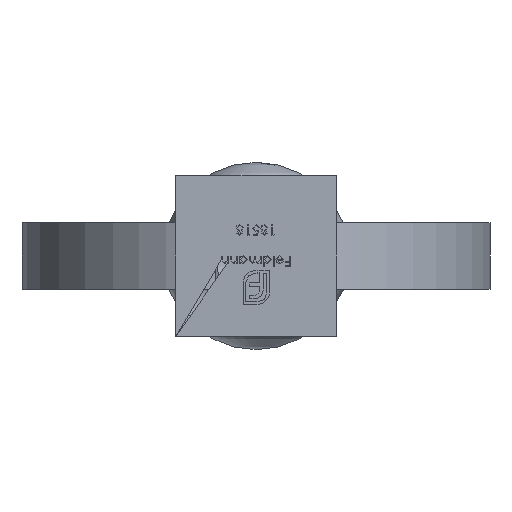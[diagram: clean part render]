
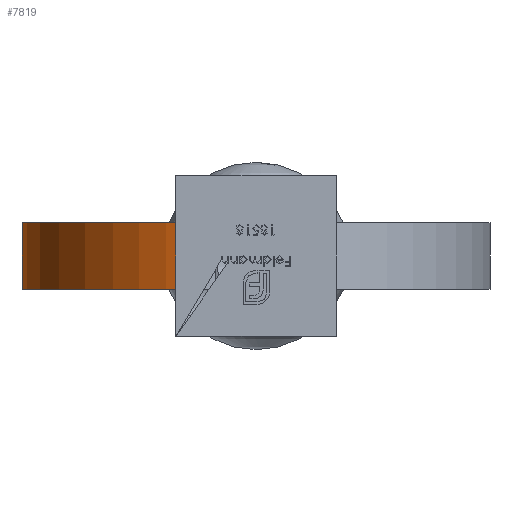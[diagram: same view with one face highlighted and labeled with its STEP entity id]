
A CAD part, front view. The second image highlights one B-rep face of the part: STEP entity #7819.
In plain terms, the highlighted free-form (B-spline) face has degree [3, 1] with [4, 2] control points.
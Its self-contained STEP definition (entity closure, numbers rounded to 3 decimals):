
#405 = EDGE_CURVE ( 'NONE', #2200, #1141, #9884, .T. ) ;
#647 = VECTOR ( 'NONE', #7286, 1000. ) ;
#1141 = VERTEX_POINT ( 'NONE', #5055 ) ;
#1345 = CARTESIAN_POINT ( 'NONE',  ( -14.272, 32.565, 2.5 ) ) ;
#2200 = VERTEX_POINT ( 'NONE', #12925 ) ;
#2223 = ORIENTED_EDGE ( 'NONE', *, *, #2962, .T. ) ;
#2962 = EDGE_CURVE ( 'NONE', #10474, #11590, #3263, .T. ) ;
#3263 = LINE ( 'NONE', #4981, #11342 ) ;
#3598 = ORIENTED_EDGE ( 'NONE', *, *, #10284, .F. ) ;
#3985 = CARTESIAN_POINT ( 'NONE',  ( -22.557, 18.729, 2.5 ) ) ;
#4167 = CARTESIAN_POINT ( 'NONE',  ( -17.104, 3.043, 2.5 ) ) ;
#4220 =( BOUNDED_SURFACE ( )  B_SPLINE_SURFACE ( 3, 1, ( 
 ( #9440, #7252 ),
 ( #3985, #8376 ),
 ( #4167, #10448 ),
 ( #13540, #8285 ) ),
 .UNSPECIFIED., .F., .F., .F. ) 
 B_SPLINE_SURFACE_WITH_KNOTS ( ( 4, 4 ),
 ( 2, 2 ),
 ( 0., 1. ),
 ( 0., 1. ),
 .UNSPECIFIED. ) 
 GEOMETRIC_REPRESENTATION_ITEM ( )  RATIONAL_B_SPLINE_SURFACE ( (
 ( 1., 1.),
 ( 0.689, 0.689),
 ( 0.689, 0.689),
 ( 1., 1.) ) ) 
 REPRESENTATION_ITEM ( '' )  SURFACE ( )  );
#4304 = CARTESIAN_POINT ( 'NONE',  ( -17.104, 3.043, -2.5 ) ) ;
#4353 = CARTESIAN_POINT ( 'NONE',  ( -14.272, 32.565, -2.5 ) ) ;
#4981 = CARTESIAN_POINT ( 'NONE',  ( -14.272, 32.565, 2.5 ) ) ;
#5055 = CARTESIAN_POINT ( 'NONE',  ( -3., 0.135, 2.5 ) ) ;
#5103 = CARTESIAN_POINT ( 'NONE',  ( -22.557, 18.729, 2.5 ) ) ;
#5397 = CARTESIAN_POINT ( 'NONE',  ( -22.557, 18.729, -2.5 ) ) ;
#5647 =( BOUNDED_CURVE ( )  B_SPLINE_CURVE ( 3, ( #11566, #5103, #11482, #9417 ),
 .UNSPECIFIED., .F., .T. ) 
 B_SPLINE_CURVE_WITH_KNOTS ( ( 4, 4 ),
 ( 0.954, 2.969 ),
 .UNSPECIFIED. ) 
 CURVE ( )  GEOMETRIC_REPRESENTATION_ITEM ( )  RATIONAL_B_SPLINE_CURVE ( ( 1., 0.689, 0.689, 1. ) ) 
 REPRESENTATION_ITEM ( '' )  );
#7252 = CARTESIAN_POINT ( 'NONE',  ( -14.272, 32.565, -2.5 ) ) ;
#7286 = DIRECTION ( 'NONE',  ( 0., 0., 1. ) ) ;
#7819 = ADVANCED_FACE ( 'NONE', ( #11044 ), #4220, .F. ) ;
#8111 =( BOUNDED_CURVE ( )  B_SPLINE_CURVE ( 3, ( #4353, #5397, #4304, #12800 ),
 .UNSPECIFIED., .F., .F. ) 
 B_SPLINE_CURVE_WITH_KNOTS ( ( 4, 4 ),
 ( 0.954, 2.969 ),
 .UNSPECIFIED. ) 
 CURVE ( )  GEOMETRIC_REPRESENTATION_ITEM ( )  RATIONAL_B_SPLINE_CURVE ( ( 1., 0.689, 0.689, 1. ) ) 
 REPRESENTATION_ITEM ( '' )  );
#8285 = CARTESIAN_POINT ( 'NONE',  ( -3., 0.135, -2.5 ) ) ;
#8376 = CARTESIAN_POINT ( 'NONE',  ( -22.557, 18.729, -2.5 ) ) ;
#9302 = CARTESIAN_POINT ( 'NONE',  ( -14.272, 32.565, -2.5 ) ) ;
#9322 = EDGE_LOOP ( 'NONE', ( #10687, #3598, #2223, #11106 ) ) ;
#9417 = CARTESIAN_POINT ( 'NONE',  ( -3., 0.135, 2.5 ) ) ;
#9440 = CARTESIAN_POINT ( 'NONE',  ( -14.272, 32.565, 2.5 ) ) ;
#9884 = LINE ( 'NONE', #13531, #647 ) ;
#10284 = EDGE_CURVE ( 'NONE', #10474, #1141, #5647, .T. ) ;
#10448 = CARTESIAN_POINT ( 'NONE',  ( -17.104, 3.043, -2.5 ) ) ;
#10474 = VERTEX_POINT ( 'NONE', #1345 ) ;
#10687 = ORIENTED_EDGE ( 'NONE', *, *, #405, .T. ) ;
#11044 = FACE_OUTER_BOUND ( 'NONE', #9322, .T. ) ;
#11106 = ORIENTED_EDGE ( 'NONE', *, *, #11363, .T. ) ;
#11342 = VECTOR ( 'NONE', #12317, 1000. ) ;
#11363 = EDGE_CURVE ( 'NONE', #11590, #2200, #8111, .T. ) ;
#11482 = CARTESIAN_POINT ( 'NONE',  ( -17.104, 3.043, 2.5 ) ) ;
#11566 = CARTESIAN_POINT ( 'NONE',  ( -14.272, 32.565, 2.5 ) ) ;
#11590 = VERTEX_POINT ( 'NONE', #9302 ) ;
#12317 = DIRECTION ( 'NONE',  ( 0., 0., -1. ) ) ;
#12800 = CARTESIAN_POINT ( 'NONE',  ( -3., 0.135, -2.5 ) ) ;
#12925 = CARTESIAN_POINT ( 'NONE',  ( -3., 0.135, -2.5 ) ) ;
#13531 = CARTESIAN_POINT ( 'NONE',  ( -3., 0.135, 2.5 ) ) ;
#13540 = CARTESIAN_POINT ( 'NONE',  ( -3., 0.135, 2.5 ) ) ;
